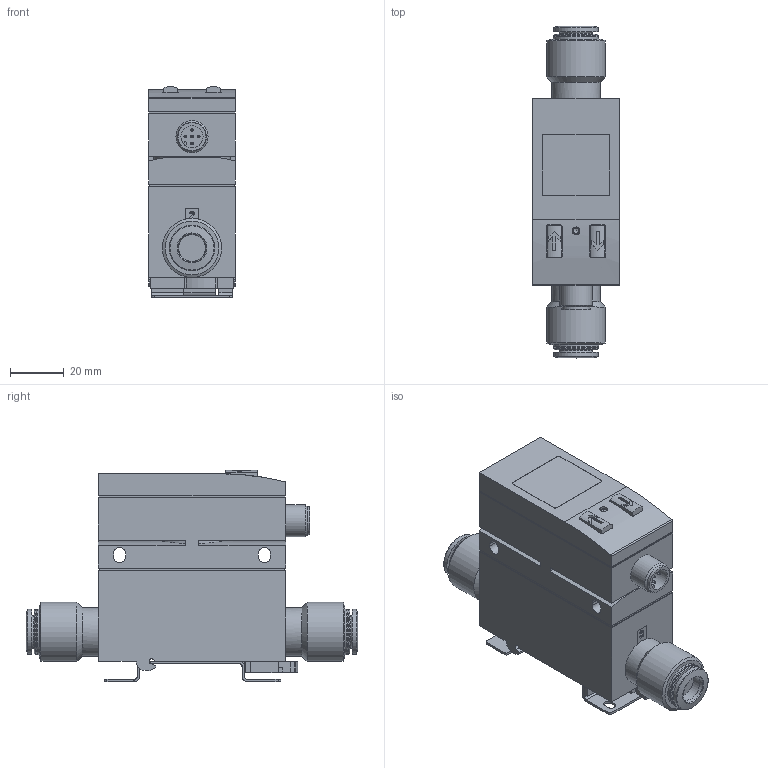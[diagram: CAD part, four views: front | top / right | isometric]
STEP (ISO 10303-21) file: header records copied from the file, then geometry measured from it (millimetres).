
FILE_DESCRIPTION(/* description */ ('STEP AP214'),/* implementation_level */ '2;1');
FILE_NAME(/* name */ '565407_SFAB-1000U-WQ10-2SA-M12',/* time_stamp */ '2024-09-15T00:38:34+02:00',/* author */ ('License CC BY-ND 4.0'),/* organization */ ('CADENAS'),/* preprocessor_version */ 'ST-DEVELOPER v19.3',/* originating_system */ 'PARTsolutions',/* authorisation */ ' ');
FILE_SCHEMA (('AUTOMOTIVE_DESIGN {1 0 10303 214 3 1 1}'));
Length unit declared in the file: millimetre
Products named in the file (4): 565407 SFAB-1000U-WQ10-2SA-M12; 563795 SFAB-1000-Q10-2SA_H; 194297 SDE1-...-W...---(W); 672551 VN-T3-BP-NRD
Assembly tree (3 placements, depth 2):
  565407 SFAB-1000U-WQ10-2SA-M12
    563795 SFAB-1000-Q10-2SA_H
    194297 SDE1-...-W...---(W)
    672551 VN-T3-BP-NRD
Bounding box: 32.3 x 123.79 x 78.72 mm (x, y, z)
Volume: 173604.8 mm3; surface area: 34489.2 mm2
Topology: 3 solids, 3 shells, 369 faces, 962 edges, 629 vertices
Faces by surface type: plane 240, cylinder 100, cone 21, torus 7, sphere 1
Full cylindrical faces by diameter (mm): 1 x5, 2.9 x1, 8.3 x1, 10 x2, 10.5 x1, 12 x3, 16.8 x2, 17 x4, 18 x2, 22 x2
Entity records: 12882 total; most frequent: CARTESIAN_POINT 1976, DIRECTION 1866, ORIENTED_EDGE 1806, EDGE_CURVE 903, LINE 644, VECTOR 644, VERTEX_POINT 622, AXIS2_PLACEMENT_3D 611
